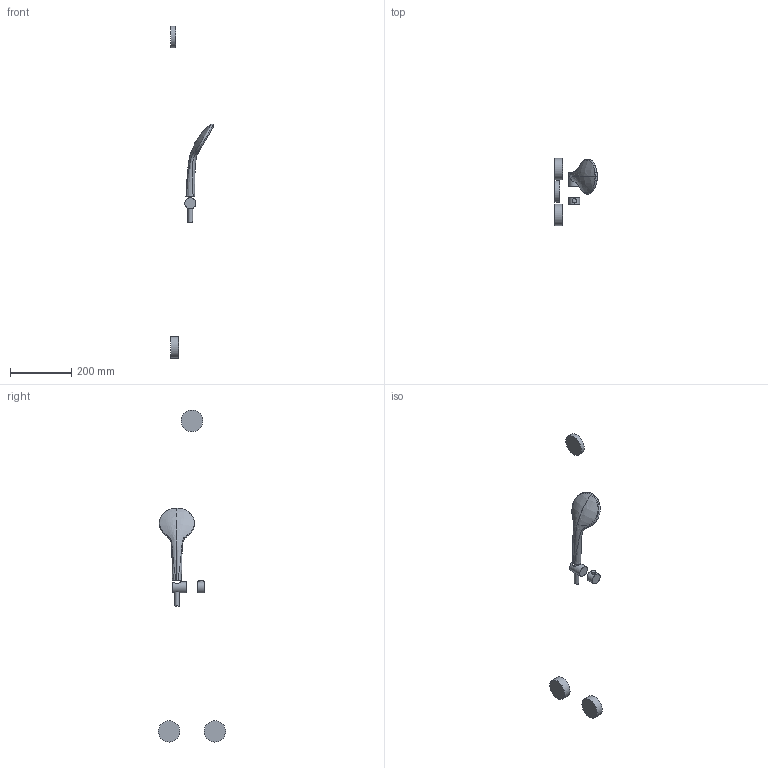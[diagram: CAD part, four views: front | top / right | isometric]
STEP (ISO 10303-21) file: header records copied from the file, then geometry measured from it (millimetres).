
FILE_DESCRIPTION(/* description */ ('Unknown'),/* implementation_level */ '2;1');
FILE_NAME(/* name */ '27964000',/* time_stamp */ '2022-08-29T05:55:37+02:00',/* author */ ('Unknown'),/* organization */ ('GROHE AG'),/* preprocessor_version */ 'ST-DEVELOPER v16.7',/* originating_system */ 'DEX',/* authorisation */ $);
FILE_SCHEMA (('AUTOMOTIVE_DESIGN {1 0 10303 214 3 1 1}'));
Length unit declared in the file: millimetre
Products named in the file (12): 27964000; 27964000_0; 27964000_1; 27964000_2; face1; 27964000_3; id214; 071012_FamilyHSH_D_Jets5L_Lob; 071108_Family_HSH_FaceEco_E_Lob; 081107 GTM1000C Handles Update02; 601441-01-20
Assembly tree (11 placements, depth 2):
  27964000
    27964000
    27964000_0
    27964000_1
    27964000_2
    face1
    27964000_3
    id214
    071012_FamilyHSH_D_Jets5L_Lob
    071108_Family_HSH_FaceEco_E_Lob
    081107 GTM1000C Handles Update02
    601441-01-20
Bounding box: 139.65 x 220 x 1085.93 mm (x, y, z)
Volume: 444568.5 mm3; surface area: 98560 mm2
Topology: 7 solids, 7 shells, 54 faces, 120 edges, 68 vertices
Faces by surface type: bspline 22, plane 19, cylinder 10, sphere 2, cone 1
Full cylindrical faces by diameter (mm): 14 x1, 15 x2, 36 x2, 70 x2, 71 x1, 103.45 x1
Entity records: 13658 total; most frequent: CARTESIAN_POINT 12380, ORIENTED_EDGE 180, DIRECTION 141, EDGE_CURVE 90, AXIS2_PLACEMENT_3D 65, EDGE_LOOP 64, FACE_BOUND 64, VERTEX_POINT 60
